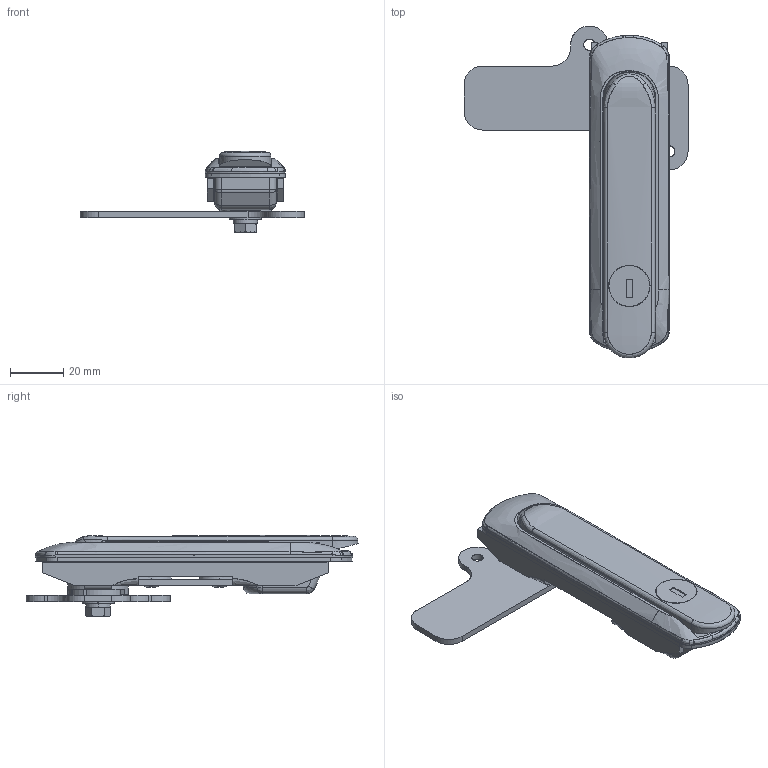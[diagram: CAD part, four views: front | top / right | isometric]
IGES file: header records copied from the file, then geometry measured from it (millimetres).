
Start section: SolidWorks IGES file using analytic representation for surfaces
Global section: file name: A-464-2-1.IGS; native system: SolidWorks 2021; preprocessor: SolidWorks 2021; author: 1337yo; date: 240112.111857; units: millimetre
Bounding box: 84 x 124.5 x 30.4 mm (x, y, z)
Surface area: 39093.9 mm2 (no closed solid volume)
Topology: 0 solids, 0 shells, 534 faces, 6662 edges, 6653 vertices
Faces by surface type: bspline 313, revolution 221
